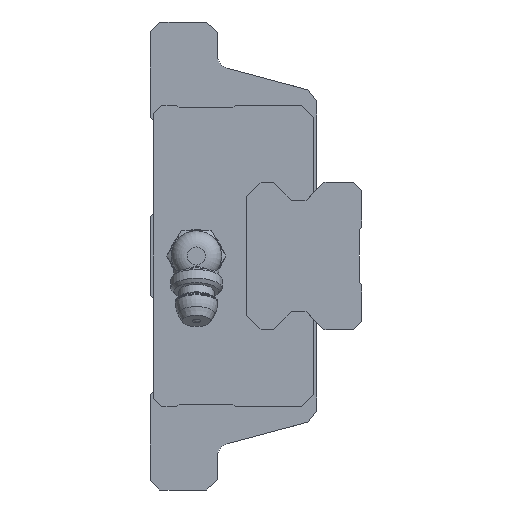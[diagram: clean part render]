
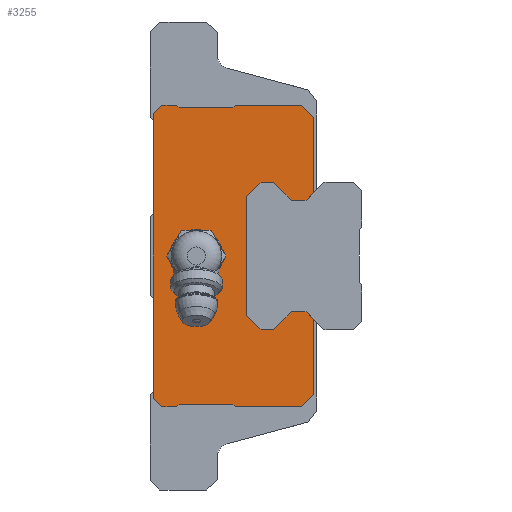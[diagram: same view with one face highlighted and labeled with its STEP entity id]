
A CAD part, left-side view. The second image highlights one B-rep face of the part: STEP entity #3255.
In plain terms, the highlighted planar face has unit normal (-1, 0, 0).
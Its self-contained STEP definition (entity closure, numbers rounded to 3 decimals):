
#695=ORIENTED_EDGE('',*,*,#1364,.F.);
#696=ORIENTED_EDGE('',*,*,#1395,.F.);
#697=ORIENTED_EDGE('',*,*,#1393,.F.);
#698=ORIENTED_EDGE('',*,*,#1391,.F.);
#699=ORIENTED_EDGE('',*,*,#1389,.F.);
#700=ORIENTED_EDGE('',*,*,#1387,.F.);
#701=ORIENTED_EDGE('',*,*,#1385,.F.);
#702=ORIENTED_EDGE('',*,*,#1383,.F.);
#703=ORIENTED_EDGE('',*,*,#1381,.F.);
#704=ORIENTED_EDGE('',*,*,#1379,.F.);
#705=ORIENTED_EDGE('',*,*,#1267,.F.);
#706=ORIENTED_EDGE('',*,*,#1264,.F.);
#707=ORIENTED_EDGE('',*,*,#1261,.F.);
#708=ORIENTED_EDGE('',*,*,#1258,.F.);
#709=ORIENTED_EDGE('',*,*,#1255,.F.);
#710=ORIENTED_EDGE('',*,*,#1252,.F.);
#711=ORIENTED_EDGE('',*,*,#1249,.F.);
#712=ORIENTED_EDGE('',*,*,#1246,.F.);
#713=ORIENTED_EDGE('',*,*,#1243,.F.);
#714=ORIENTED_EDGE('',*,*,#1240,.F.);
#715=ORIENTED_EDGE('',*,*,#1236,.F.);
#716=ORIENTED_EDGE('',*,*,#1378,.F.);
#717=ORIENTED_EDGE('',*,*,#1376,.F.);
#718=ORIENTED_EDGE('',*,*,#1374,.F.);
#719=ORIENTED_EDGE('',*,*,#1372,.F.);
#720=ORIENTED_EDGE('',*,*,#1370,.F.);
#721=ORIENTED_EDGE('',*,*,#1368,.F.);
#722=ORIENTED_EDGE('',*,*,#1366,.F.);
#723=ORIENTED_EDGE('',*,*,#1396,.T.);
#724=ORIENTED_EDGE('',*,*,#1397,.T.);
#725=ORIENTED_EDGE('',*,*,#1398,.T.);
#726=ORIENTED_EDGE('',*,*,#1399,.T.);
#727=ORIENTED_EDGE('',*,*,#1400,.T.);
#728=ORIENTED_EDGE('',*,*,#1401,.T.);
#1236=EDGE_CURVE('',#1667,#1668,#1967,.T.);
#1240=EDGE_CURVE('',#1668,#1671,#1971,.T.);
#1243=EDGE_CURVE('',#1671,#1673,#1974,.T.);
#1246=EDGE_CURVE('',#1673,#1675,#1977,.T.);
#1249=EDGE_CURVE('',#1675,#1677,#1980,.T.);
#1252=EDGE_CURVE('',#1677,#1679,#1983,.T.);
#1255=EDGE_CURVE('',#1679,#1681,#1986,.T.);
#1258=EDGE_CURVE('',#1681,#1683,#1989,.T.);
#1261=EDGE_CURVE('',#1683,#1685,#1992,.T.);
#1264=EDGE_CURVE('',#1685,#1687,#1995,.T.);
#1267=EDGE_CURVE('',#1687,#1689,#1998,.T.);
#1364=EDGE_CURVE('',#1747,#1748,#2090,.T.);
#1366=EDGE_CURVE('',#1748,#1749,#2092,.T.);
#1368=EDGE_CURVE('',#1749,#1750,#2094,.T.);
#1370=EDGE_CURVE('',#1750,#1751,#2096,.T.);
#1372=EDGE_CURVE('',#1751,#1752,#2098,.T.);
#1374=EDGE_CURVE('',#1752,#1753,#2100,.T.);
#1376=EDGE_CURVE('',#1753,#1754,#2102,.T.);
#1378=EDGE_CURVE('',#1754,#1667,#2104,.T.);
#1379=EDGE_CURVE('',#1689,#1755,#2105,.T.);
#1381=EDGE_CURVE('',#1755,#1756,#2107,.T.);
#1383=EDGE_CURVE('',#1756,#1757,#2109,.T.);
#1385=EDGE_CURVE('',#1757,#1758,#2111,.T.);
#1387=EDGE_CURVE('',#1758,#1759,#2113,.T.);
#1389=EDGE_CURVE('',#1759,#1760,#2115,.T.);
#1391=EDGE_CURVE('',#1760,#1761,#2117,.T.);
#1393=EDGE_CURVE('',#1761,#1762,#2119,.T.);
#1395=EDGE_CURVE('',#1762,#1747,#2121,.T.);
#1396=EDGE_CURVE('',#1763,#1764,#2122,.T.);
#1397=EDGE_CURVE('',#1764,#1765,#2123,.T.);
#1398=EDGE_CURVE('',#1765,#1766,#2124,.T.);
#1399=EDGE_CURVE('',#1766,#1767,#2125,.T.);
#1400=EDGE_CURVE('',#1767,#1768,#2126,.T.);
#1401=EDGE_CURVE('',#1768,#1763,#2127,.T.);
#1667=VERTEX_POINT('',#4840);
#1668=VERTEX_POINT('',#4842);
#1671=VERTEX_POINT('',#4850);
#1673=VERTEX_POINT('',#4856);
#1675=VERTEX_POINT('',#4862);
#1677=VERTEX_POINT('',#4868);
#1679=VERTEX_POINT('',#4874);
#1681=VERTEX_POINT('',#4880);
#1683=VERTEX_POINT('',#4886);
#1685=VERTEX_POINT('',#4892);
#1687=VERTEX_POINT('',#4898);
#1689=VERTEX_POINT('',#4904);
#1747=VERTEX_POINT('',#5094);
#1748=VERTEX_POINT('',#5096);
#1749=VERTEX_POINT('',#5100);
#1750=VERTEX_POINT('',#5104);
#1751=VERTEX_POINT('',#5108);
#1752=VERTEX_POINT('',#5112);
#1753=VERTEX_POINT('',#5116);
#1754=VERTEX_POINT('',#5120);
#1755=VERTEX_POINT('',#5126);
#1756=VERTEX_POINT('',#5130);
#1757=VERTEX_POINT('',#5134);
#1758=VERTEX_POINT('',#5138);
#1759=VERTEX_POINT('',#5142);
#1760=VERTEX_POINT('',#5146);
#1761=VERTEX_POINT('',#5150);
#1762=VERTEX_POINT('',#5154);
#1763=VERTEX_POINT('',#5160);
#1764=VERTEX_POINT('',#5161);
#1765=VERTEX_POINT('',#5163);
#1766=VERTEX_POINT('',#5165);
#1767=VERTEX_POINT('',#5167);
#1768=VERTEX_POINT('',#5169);
#1967=LINE('',#4841,#2327);
#1971=LINE('',#4849,#2331);
#1974=LINE('',#4855,#2334);
#1977=LINE('',#4861,#2337);
#1980=LINE('',#4867,#2340);
#1983=LINE('',#4873,#2343);
#1986=LINE('',#4879,#2346);
#1989=LINE('',#4885,#2349);
#1992=LINE('',#4891,#2352);
#1995=LINE('',#4897,#2355);
#1998=LINE('',#4903,#2358);
#2090=LINE('',#5095,#2450);
#2092=LINE('',#5099,#2452);
#2094=LINE('',#5103,#2454);
#2096=LINE('',#5107,#2456);
#2098=LINE('',#5111,#2458);
#2100=LINE('',#5115,#2460);
#2102=LINE('',#5119,#2462);
#2104=LINE('',#5123,#2464);
#2105=LINE('',#5125,#2465);
#2107=LINE('',#5129,#2467);
#2109=LINE('',#5133,#2469);
#2111=LINE('',#5137,#2471);
#2113=LINE('',#5141,#2473);
#2115=LINE('',#5145,#2475);
#2117=LINE('',#5149,#2477);
#2119=LINE('',#5153,#2479);
#2121=LINE('',#5157,#2481);
#2122=LINE('',#5159,#2482);
#2123=LINE('',#5162,#2483);
#2124=LINE('',#5164,#2484);
#2125=LINE('',#5166,#2485);
#2126=LINE('',#5168,#2486);
#2127=LINE('',#5170,#2487);
#2327=VECTOR('',#3843,1000.);
#2331=VECTOR('',#3849,1000.);
#2334=VECTOR('',#3854,1000.);
#2337=VECTOR('',#3859,1000.);
#2340=VECTOR('',#3864,1000.);
#2343=VECTOR('',#3869,1000.);
#2346=VECTOR('',#3874,1000.);
#2349=VECTOR('',#3879,1000.);
#2352=VECTOR('',#3884,1000.);
#2355=VECTOR('',#3889,1000.);
#2358=VECTOR('',#3894,1000.);
#2450=VECTOR('',#4068,1000.);
#2452=VECTOR('',#4072,1000.);
#2454=VECTOR('',#4076,1000.);
#2456=VECTOR('',#4080,1000.);
#2458=VECTOR('',#4084,1000.);
#2460=VECTOR('',#4088,1000.);
#2462=VECTOR('',#4092,1000.);
#2464=VECTOR('',#4096,1000.);
#2465=VECTOR('',#4099,1000.);
#2467=VECTOR('',#4103,1000.);
#2469=VECTOR('',#4107,1000.);
#2471=VECTOR('',#4111,1000.);
#2473=VECTOR('',#4115,1000.);
#2475=VECTOR('',#4119,1000.);
#2477=VECTOR('',#4123,1000.);
#2479=VECTOR('',#4127,1000.);
#2481=VECTOR('',#4131,1000.);
#2482=VECTOR('',#4134,1000.);
#2483=VECTOR('',#4135,1000.);
#2484=VECTOR('',#4136,1000.);
#2485=VECTOR('',#4137,1000.);
#2486=VECTOR('',#4138,1000.);
#2487=VECTOR('',#4139,1000.);
#2682=EDGE_LOOP('',(#695,#696,#697,#698,#699,#700,#701,#702,#703,#704,#705,
#706,#707,#708,#709,#710,#711,#712,#713,#714,#715,#716,#717,#718,#719,#720,
#721,#722));
#2683=EDGE_LOOP('',(#723,#724,#725,#726,#727,#728));
#2903=FACE_BOUND('',#2682,.T.);
#2904=FACE_BOUND('',#2683,.T.);
#3106=PLANE('',#3495);
#3255=ADVANCED_FACE('',(#2903,#2904),#3106,.F.);
#3495=AXIS2_PLACEMENT_3D('',#5158,#4132,#4133);
#3843=DIRECTION('',(0.,0.707,-0.707));
#3849=DIRECTION('',(0.,1.,0.));
#3854=DIRECTION('',(0.,0.707,0.707));
#3859=DIRECTION('',(0.,1.,0.));
#3864=DIRECTION('',(0.,0.72,-0.694));
#3869=DIRECTION('',(0.,0.,-1.));
#3874=DIRECTION('',(0.,-0.72,-0.694));
#3879=DIRECTION('',(0.,-1.,0.));
#3884=DIRECTION('',(0.,-0.707,0.707));
#3889=DIRECTION('',(0.,-1.,0.));
#3894=DIRECTION('',(0.,-0.707,-0.707));
#4068=DIRECTION('',(0.,-0.707,0.707));
#4072=DIRECTION('',(0.,-1.,0.));
#4076=DIRECTION('',(0.,-0.707,-0.707));
#4080=DIRECTION('',(0.,-1.,0.));
#4084=DIRECTION('',(0.,-0.707,0.707));
#4088=DIRECTION('',(0.,-1.,0.));
#4092=DIRECTION('',(0.,-0.707,-0.707));
#4096=DIRECTION('',(0.,0.,-1.));
#4099=DIRECTION('',(0.,0.,-1.));
#4103=DIRECTION('',(0.,0.707,-0.707));
#4107=DIRECTION('',(0.,1.,0.));
#4111=DIRECTION('',(0.,0.707,0.707));
#4115=DIRECTION('',(0.,1.,0.));
#4119=DIRECTION('',(0.,0.707,-0.707));
#4123=DIRECTION('',(0.,1.,0.));
#4127=DIRECTION('',(0.,0.707,0.707));
#4131=DIRECTION('',(0.,0.,1.));
#4132=DIRECTION('',(1.,0.,0.));
#4133=DIRECTION('',(0.,0.,-1.));
#4134=DIRECTION('',(0.,1.,0.));
#4135=DIRECTION('',(0.,0.5,0.866));
#4136=DIRECTION('',(0.,-0.5,0.866));
#4137=DIRECTION('',(0.,-1.,0.));
#4138=DIRECTION('',(0.,-0.5,-0.866));
#4139=DIRECTION('',(0.,0.5,-0.866));
#4840=CARTESIAN_POINT('',(-41.5,-25.5,9.9));
#4841=CARTESIAN_POINT('',(-41.5,-25.5,9.9));
#4842=CARTESIAN_POINT('',(-41.5,-24.3,8.7));
#4849=CARTESIAN_POINT('',(-41.5,-24.3,8.7));
#4850=CARTESIAN_POINT('',(-41.5,-22.,8.7));
#4855=CARTESIAN_POINT('',(-41.5,-22.,8.7));
#4856=CARTESIAN_POINT('',(-41.5,-19.2,11.5));
#4861=CARTESIAN_POINT('',(-41.5,-19.2,11.5));
#4862=CARTESIAN_POINT('',(-41.5,-17.28,11.5));
#4867=CARTESIAN_POINT('',(-41.5,-17.28,11.5));
#4868=CARTESIAN_POINT('',(-41.5,-15.,9.3));
#4873=CARTESIAN_POINT('',(-41.5,-15.,9.3));
#4874=CARTESIAN_POINT('',(-41.5,-15.,-9.3));
#4879=CARTESIAN_POINT('',(-41.5,-15.,-9.3));
#4880=CARTESIAN_POINT('',(-41.5,-17.28,-11.5));
#4885=CARTESIAN_POINT('',(-41.5,-17.28,-11.5));
#4886=CARTESIAN_POINT('',(-41.5,-19.2,-11.5));
#4891=CARTESIAN_POINT('',(-41.5,-19.2,-11.5));
#4892=CARTESIAN_POINT('',(-41.5,-22.,-8.7));
#4897=CARTESIAN_POINT('',(-41.5,-22.,-8.7));
#4898=CARTESIAN_POINT('',(-41.5,-24.3,-8.7));
#4903=CARTESIAN_POINT('',(-41.5,-24.3,-8.7));
#4904=CARTESIAN_POINT('',(-41.5,-25.5,-9.9));
#5094=CARTESIAN_POINT('',(-41.5,-0.5,22.2));
#5095=CARTESIAN_POINT('',(-41.5,-0.5,22.2));
#5096=CARTESIAN_POINT('',(-41.5,-1.8,23.5));
#5099=CARTESIAN_POINT('',(-41.5,-1.8,23.5));
#5100=CARTESIAN_POINT('',(-41.5,-4.1,23.5));
#5103=CARTESIAN_POINT('',(-41.5,-4.1,23.5));
#5104=CARTESIAN_POINT('',(-41.5,-4.5,23.1));
#5107=CARTESIAN_POINT('',(-41.5,-4.5,23.1));
#5108=CARTESIAN_POINT('',(-41.5,-12.9,23.1));
#5111=CARTESIAN_POINT('',(-41.5,-12.9,23.1));
#5112=CARTESIAN_POINT('',(-41.5,-13.3,23.5));
#5115=CARTESIAN_POINT('',(-41.5,-13.3,23.5));
#5116=CARTESIAN_POINT('',(-41.5,-23.6,23.5));
#5119=CARTESIAN_POINT('',(-41.5,-23.6,23.5));
#5120=CARTESIAN_POINT('',(-41.5,-25.5,21.6));
#5123=CARTESIAN_POINT('',(-41.5,-25.5,21.6));
#5125=CARTESIAN_POINT('',(-41.5,-25.5,-9.9));
#5126=CARTESIAN_POINT('',(-41.5,-25.5,-21.6));
#5129=CARTESIAN_POINT('',(-41.5,-25.5,-21.6));
#5130=CARTESIAN_POINT('',(-41.5,-23.6,-23.5));
#5133=CARTESIAN_POINT('',(-41.5,-23.6,-23.5));
#5134=CARTESIAN_POINT('',(-41.5,-13.3,-23.5));
#5137=CARTESIAN_POINT('',(-41.5,-13.3,-23.5));
#5138=CARTESIAN_POINT('',(-41.5,-12.9,-23.1));
#5141=CARTESIAN_POINT('',(-41.5,-12.9,-23.1));
#5142=CARTESIAN_POINT('',(-41.5,-4.5,-23.1));
#5145=CARTESIAN_POINT('',(-41.5,-4.5,-23.1));
#5146=CARTESIAN_POINT('',(-41.5,-4.1,-23.5));
#5149=CARTESIAN_POINT('',(-41.5,-4.1,-23.5));
#5150=CARTESIAN_POINT('',(-41.5,-1.8,-23.5));
#5153=CARTESIAN_POINT('',(-41.5,-1.8,-23.5));
#5154=CARTESIAN_POINT('',(-41.5,-0.5,-22.2));
#5157=CARTESIAN_POINT('',(-41.5,-0.5,-22.2));
#5158=CARTESIAN_POINT('',(-41.5,0.,0.));
#5159=CARTESIAN_POINT('',(-41.5,-9.509,-4.));
#5160=CARTESIAN_POINT('',(-41.5,-9.509,-4.));
#5161=CARTESIAN_POINT('',(-41.5,-4.891,-4.));
#5162=CARTESIAN_POINT('',(-41.5,-4.891,-4.));
#5163=CARTESIAN_POINT('',(-41.5,-2.581,0.));
#5164=CARTESIAN_POINT('',(-41.5,-2.581,0.));
#5165=CARTESIAN_POINT('',(-41.5,-4.891,4.));
#5166=CARTESIAN_POINT('',(-41.5,-4.891,4.));
#5167=CARTESIAN_POINT('',(-41.5,-9.509,4.));
#5168=CARTESIAN_POINT('',(-41.5,-9.509,4.));
#5169=CARTESIAN_POINT('',(-41.5,-11.819,0.));
#5170=CARTESIAN_POINT('',(-41.5,-11.819,0.));
